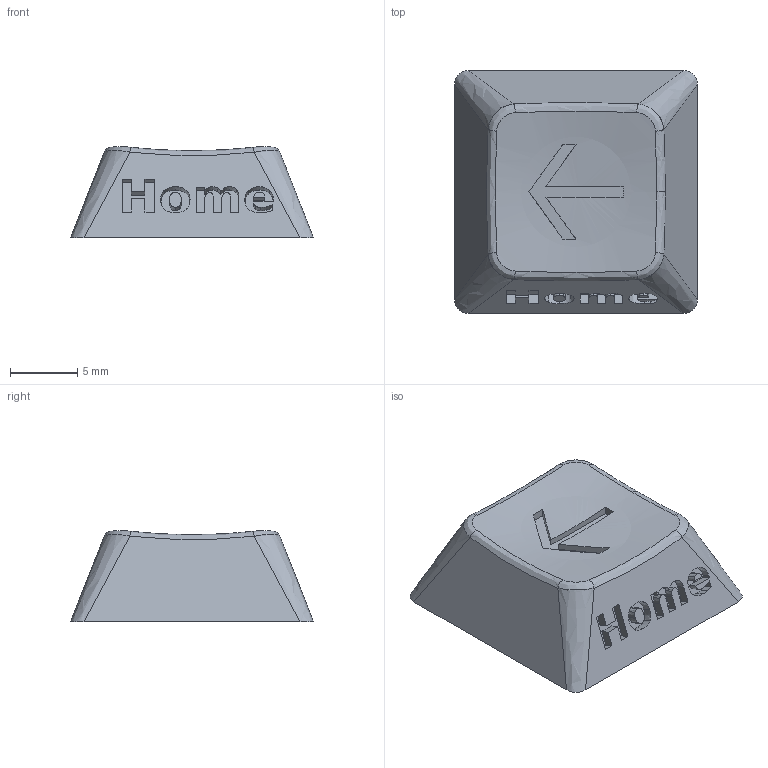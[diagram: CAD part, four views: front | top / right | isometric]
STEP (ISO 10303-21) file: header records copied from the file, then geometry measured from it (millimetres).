
FILE_DESCRIPTION(('FreeCAD Model'),'2;1');
FILE_NAME('Open CASCADE Shape Model','2024-03-01T17:41:13',(''),(''), 'Open CASCADE STEP processor 7.7','FreeCAD','Unknown');
FILE_SCHEMA(('AUTOMOTIVE_DESIGN { 1 0 10303 214 1 1 1 1 }'));
Length unit declared in the file: millimetre
Products named in the file (1): KeyLeft
Bounding box: 18 x 18 x 6.75 mm (x, y, z)
Volume: 677.1 mm3; surface area: 1257 mm2
Topology: 1 solids, 1 shells, 153 faces, 400 edges, 258 vertices
Faces by surface type: plane 57, extrusion 50, bspline 23, cylinder 17, revolution 4, torus 1, sphere 1
Full cylindrical faces by diameter (mm): 5.3 x1
Entity records: 5767 total; most frequent: CARTESIAN_POINT 2335, ORIENTED_EDGE 800, DIRECTION 512, EDGE_CURVE 400, VECTOR 260, VERTEX_POINT 258, LINE 210, B_SPLINE_CURVE_WITH_KNOTS 170
